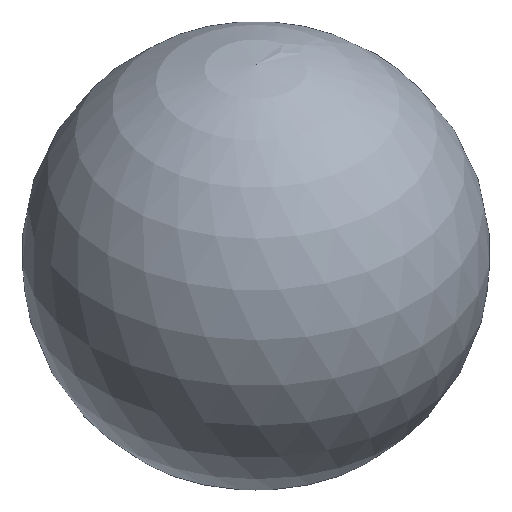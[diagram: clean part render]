
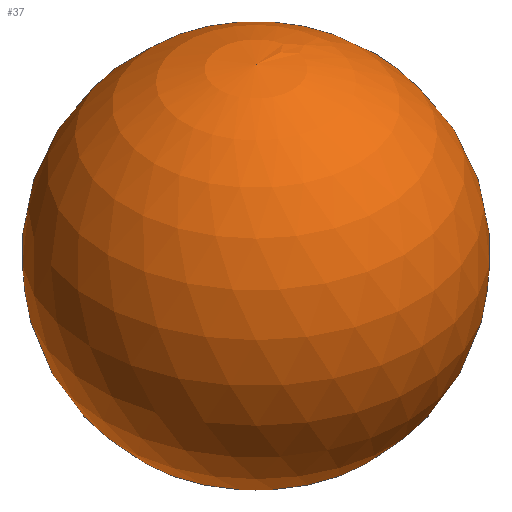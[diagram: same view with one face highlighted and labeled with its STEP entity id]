
A CAD part, isometric view. The second image highlights one B-rep face of the part: STEP entity #37.
In plain terms, the highlighted spherical face has radius 10 mm.
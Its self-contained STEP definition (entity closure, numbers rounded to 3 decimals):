
#37 = ADVANCED_FACE( '', ( #72 ), #73, .T. );
#72 = FACE_OUTER_BOUND( '', #98, .T. );
#73 = SPHERICAL_SURFACE( '', #99, 10. );
#98 = EDGE_LOOP( '', ( #126 ) );
#99 = AXIS2_PLACEMENT_3D( '', #127, #128, #129 );
#126 = ORIENTED_EDGE( '', *, *, #134, .T. );
#127 = CARTESIAN_POINT( '', ( 0., 0., 10. ) );
#128 = DIRECTION( '', ( 0., 0., 1. ) );
#129 = DIRECTION( '', ( 1., 0., 0. ) );
#134 = EDGE_CURVE( '', #146, #146, #147, .T. );
#146 = VERTEX_POINT( '', #159 );
#147 = CIRCLE( '', #160, 2.778 );
#159 = CARTESIAN_POINT( '', ( 2.778, 0., 0.394 ) );
#160 = AXIS2_PLACEMENT_3D( '', #172, #173, #174 );
#172 = CARTESIAN_POINT( '', ( 0., 0., 0.394 ) );
#173 = DIRECTION( '', ( 0., 0., 1. ) );
#174 = DIRECTION( '', ( 1., 0., 0. ) );
